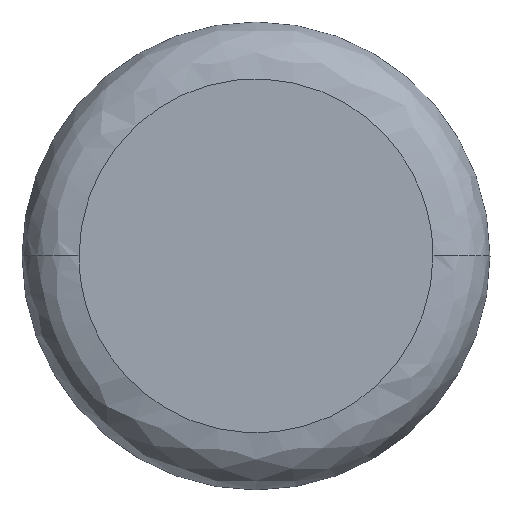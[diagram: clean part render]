
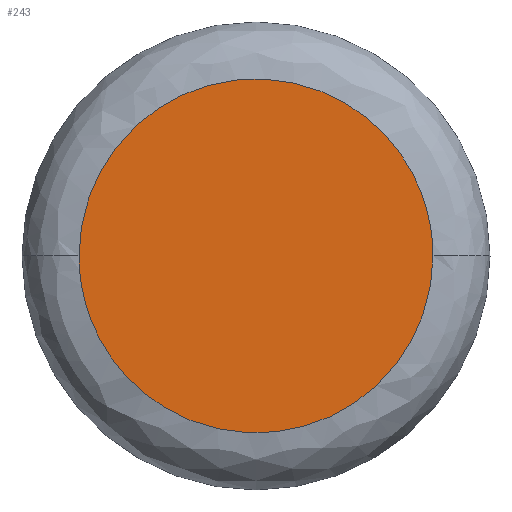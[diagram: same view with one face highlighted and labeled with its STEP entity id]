
A CAD part, top view. The second image highlights one B-rep face of the part: STEP entity #243.
In plain terms, the highlighted planar face has unit normal (0, 0, 1).
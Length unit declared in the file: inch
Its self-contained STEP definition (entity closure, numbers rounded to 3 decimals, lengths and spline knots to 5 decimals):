
#19 = VERTEX_POINT ( 'NONE', #153 ) ;
#43 = CARTESIAN_POINT ( 'NONE',  ( 0.13386, 0., 0.07874 ) ) ;
#85 = CARTESIAN_POINT ( 'NONE',  ( 0.13386, 0.26772, 0.07874 ) ) ;
#87 = AXIS2_PLACEMENT_3D ( 'NONE', #240, #238, #99 ) ;
#89 = VERTEX_POINT ( 'NONE', #125 ) ;
#97 = CARTESIAN_POINT ( 'NONE',  ( -0.13386, -0.26772, 0.07874 ) ) ;
#99 = DIRECTION ( 'NONE',  ( 1., 0., 0. ) ) ;
#104 = CARTESIAN_POINT ( 'NONE',  ( -0.13386, 0.26772, 0.07874 ) ) ;
#107 = EDGE_CURVE ( 'NONE', #19, #89, #143, .T. ) ;
#125 = CARTESIAN_POINT ( 'NONE',  ( 0.13386, 0., 0.07874 ) ) ;
#140 = PLANE ( 'NONE',  #87 ) ;
#143 =( BOUNDED_CURVE ( )  B_SPLINE_CURVE ( 3, ( #231, #104, #85, #43 ),
 .UNSPECIFIED., .F., .T. ) 
 B_SPLINE_CURVE_WITH_KNOTS ( ( 4, 4 ),
 ( 0., 1. ),
 .UNSPECIFIED. ) 
 CURVE ( )  GEOMETRIC_REPRESENTATION_ITEM ( )  RATIONAL_B_SPLINE_CURVE ( ( 1., 0.333, 0.333, 1. ) ) 
 REPRESENTATION_ITEM ( '' )  );
#153 = CARTESIAN_POINT ( 'NONE',  ( -0.13386, 0., 0.07874 ) ) ;
#165 = FACE_OUTER_BOUND ( 'NONE', #264, .T. ) ;
#167 = ORIENTED_EDGE ( 'NONE', *, *, #221, .F. ) ;
#184 = CARTESIAN_POINT ( 'NONE',  ( -0.13386, 0., 0.07874 ) ) ;
#205 = CARTESIAN_POINT ( 'NONE',  ( 0.13386, -0.26772, 0.07874 ) ) ;
#221 = EDGE_CURVE ( 'NONE', #89, #19, #247, .T. ) ;
#231 = CARTESIAN_POINT ( 'NONE',  ( -0.13386, 0., 0.07874 ) ) ;
#238 = DIRECTION ( 'NONE',  ( 0., 0., 1. ) ) ;
#240 = CARTESIAN_POINT ( 'NONE',  ( 0., 0., 0.07874 ) ) ;
#243 = ADVANCED_FACE ( 'NONE', ( #165 ), #140, .T. ) ;
#247 =( BOUNDED_CURVE ( )  B_SPLINE_CURVE ( 3, ( #260, #205, #97, #184 ),
 .UNSPECIFIED., .F., .F. ) 
 B_SPLINE_CURVE_WITH_KNOTS ( ( 4, 4 ),
 ( 0., 1. ),
 .UNSPECIFIED. ) 
 CURVE ( )  GEOMETRIC_REPRESENTATION_ITEM ( )  RATIONAL_B_SPLINE_CURVE ( ( 1., 0.333, 0.333, 1. ) ) 
 REPRESENTATION_ITEM ( '' )  );
#260 = CARTESIAN_POINT ( 'NONE',  ( 0.13386, 0., 0.07874 ) ) ;
#264 = EDGE_LOOP ( 'NONE', ( #267, #167 ) ) ;
#267 = ORIENTED_EDGE ( 'NONE', *, *, #107, .F. ) ;
